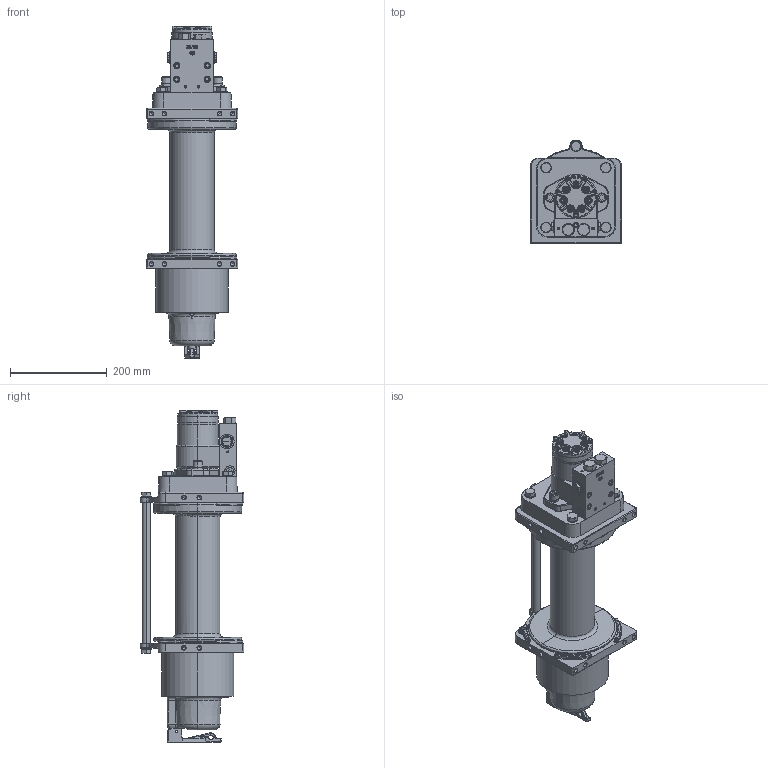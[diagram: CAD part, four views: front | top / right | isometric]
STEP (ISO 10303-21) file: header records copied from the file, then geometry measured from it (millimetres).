
FILE_DESCRIPTION((''),'2;1');
FILE_NAME('TWG-TEMP','2020-10-19T03:38:22',('Administrator'),(''),'CREO PARAMETRIC BY PTC INC, 2019292','CREO PARAMETRIC BY PTC INC, 2019292','');
FILE_SCHEMA(('AUTOMOTIVE_DESIGN { 1 0 10303 214 1 1 1 1 }'));
Length unit declared in the file: inch
Products named in the file (1): TWG-TEMP
Bounding box: 188.93 x 214.31 x 687.2 mm (x, y, z)
Surface area: 599655 mm2 (no closed solid volume)
Topology: 0 solids, 80 shells, 2031 faces, 6613 edges, 4565 vertices
Faces by surface type: cylinder 757, plane 586, torus 320, bspline 224, cone 115, sphere 29
Entity records: 112596 total; most frequent: CARTESIAN_POINT 43990, DIRECTION 10760, ORIENTED_EDGE 10533, EDGE_CURVE 6480, VERTEX_POINT 4565, AXIS2_PLACEMENT_3D 3918, VECTOR 2921, LINE 2921
